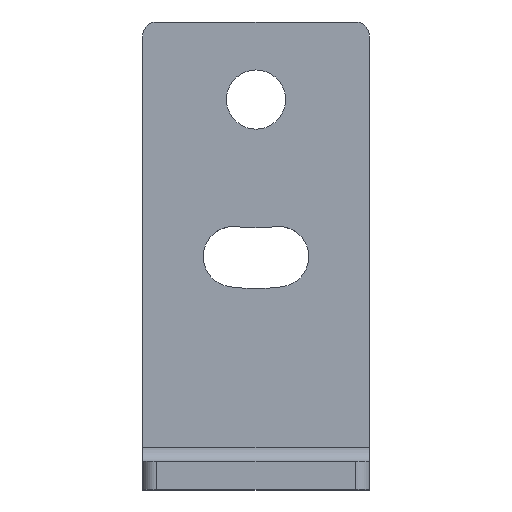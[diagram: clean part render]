
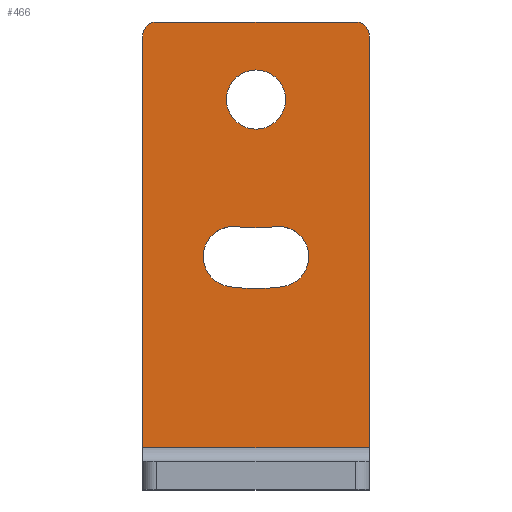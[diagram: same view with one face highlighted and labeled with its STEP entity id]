
A CAD part, top view. The second image highlights one B-rep face of the part: STEP entity #466.
In plain terms, the highlighted planar face has unit normal (0, 0, 1).
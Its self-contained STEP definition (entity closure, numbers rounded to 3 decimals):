
#16=FACE_BOUND('',#71,.T.);
#17=FACE_BOUND('',#72,.T.);
#25=PLANE('',#521);
#42=FACE_OUTER_BOUND('',#70,.T.);
#70=EDGE_LOOP('',(#346,#347,#348,#349,#350,#351));
#71=EDGE_LOOP('',(#352));
#72=EDGE_LOOP('',(#353,#354,#355,#356));
#110=LINE('',#759,#151);
#113=LINE('',#765,#154);
#114=LINE('',#769,#155);
#115=LINE('',#770,#156);
#151=VECTOR('',#606,10.);
#154=VECTOR('',#611,10.);
#155=VECTOR('',#614,10.);
#156=VECTOR('',#615,10.);
#183=CIRCLE('',#518,1.);
#185=CIRCLE('',#522,1.);
#186=CIRCLE('',#523,2.1);
#187=CIRCLE('',#524,2.15);
#188=CIRCLE('',#525,13.414);
#189=CIRCLE('',#526,2.15);
#190=CIRCLE('',#527,9.114);
#218=VERTEX_POINT('',#749);
#219=VERTEX_POINT('',#750);
#222=VERTEX_POINT('',#758);
#224=VERTEX_POINT('',#764);
#225=VERTEX_POINT('',#766);
#226=VERTEX_POINT('',#768);
#227=VERTEX_POINT('',#771);
#228=VERTEX_POINT('',#773);
#229=VERTEX_POINT('',#774);
#230=VERTEX_POINT('',#776);
#231=VERTEX_POINT('',#778);
#264=EDGE_CURVE('',#218,#219,#183,.T.);
#268=EDGE_CURVE('',#219,#222,#110,.T.);
#271=EDGE_CURVE('',#224,#218,#113,.T.);
#272=EDGE_CURVE('',#225,#224,#185,.T.);
#273=EDGE_CURVE('',#226,#225,#114,.T.);
#274=EDGE_CURVE('',#226,#222,#115,.T.);
#275=EDGE_CURVE('',#227,#227,#186,.T.);
#276=EDGE_CURVE('',#228,#229,#187,.T.);
#277=EDGE_CURVE('',#229,#230,#188,.T.);
#278=EDGE_CURVE('',#230,#231,#189,.T.);
#279=EDGE_CURVE('',#231,#228,#190,.T.);
#346=ORIENTED_EDGE('',*,*,#264,.F.);
#347=ORIENTED_EDGE('',*,*,#271,.F.);
#348=ORIENTED_EDGE('',*,*,#272,.F.);
#349=ORIENTED_EDGE('',*,*,#273,.F.);
#350=ORIENTED_EDGE('',*,*,#274,.T.);
#351=ORIENTED_EDGE('',*,*,#268,.F.);
#352=ORIENTED_EDGE('',*,*,#275,.T.);
#353=ORIENTED_EDGE('',*,*,#276,.T.);
#354=ORIENTED_EDGE('',*,*,#277,.T.);
#355=ORIENTED_EDGE('',*,*,#278,.T.);
#356=ORIENTED_EDGE('',*,*,#279,.T.);
#466=ADVANCED_FACE('',(#42,#16,#17),#25,.T.);
#518=AXIS2_PLACEMENT_3D('',#751,#598,#599);
#521=AXIS2_PLACEMENT_3D('',#763,#609,#610);
#522=AXIS2_PLACEMENT_3D('',#767,#612,#613);
#523=AXIS2_PLACEMENT_3D('',#772,#616,#617);
#524=AXIS2_PLACEMENT_3D('',#775,#618,#619);
#525=AXIS2_PLACEMENT_3D('',#777,#620,#621);
#526=AXIS2_PLACEMENT_3D('',#779,#622,#623);
#527=AXIS2_PLACEMENT_3D('',#780,#624,#625);
#598=DIRECTION('center_axis',(0.,0.,-1.));
#599=DIRECTION('ref_axis',(0.707,0.707,0.));
#606=DIRECTION('',(0.,-1.,0.));
#609=DIRECTION('center_axis',(0.,0.,1.));
#610=DIRECTION('ref_axis',(0.,-1.,0.));
#611=DIRECTION('',(1.,0.,0.));
#612=DIRECTION('center_axis',(0.,0.,-1.));
#613=DIRECTION('ref_axis',(-0.707,0.707,0.));
#614=DIRECTION('',(0.,1.,0.));
#615=DIRECTION('',(1.,0.,0.));
#616=DIRECTION('center_axis',(0.,0.,-1.));
#617=DIRECTION('ref_axis',(-1.,0.,0.));
#618=DIRECTION('center_axis',(0.,0.,-1.));
#619=DIRECTION('ref_axis',(0.142,-0.99,0.));
#620=DIRECTION('center_axis',(0.,0.,-1.));
#621=DIRECTION('ref_axis',(-0.142,-0.99,0.));
#622=DIRECTION('center_axis',(0.,0.,-1.));
#623=DIRECTION('ref_axis',(0.142,0.99,0.));
#624=DIRECTION('center_axis',(0.,0.,1.));
#625=DIRECTION('ref_axis',(0.142,0.99,0.));
#749=CARTESIAN_POINT('',(7.05,33.2,2.));
#750=CARTESIAN_POINT('',(8.05,32.2,2.));
#751=CARTESIAN_POINT('Origin',(7.05,32.2,2.));
#758=CARTESIAN_POINT('',(8.05,3.,2.));
#759=CARTESIAN_POINT('',(8.05,-25.653,2.));
#763=CARTESIAN_POINT('Origin',(0.,3.773,2.));
#764=CARTESIAN_POINT('',(-7.05,33.2,2.));
#765=CARTESIAN_POINT('',(-8.05,33.2,2.));
#766=CARTESIAN_POINT('',(-8.05,32.2,2.));
#767=CARTESIAN_POINT('Origin',(-7.05,32.2,2.));
#768=CARTESIAN_POINT('',(-8.05,3.,2.));
#769=CARTESIAN_POINT('',(-8.05,3.,2.));
#770=CARTESIAN_POINT('',(0.,3.,2.));
#771=CARTESIAN_POINT('',(2.1,27.7,2.));
#772=CARTESIAN_POINT('Origin',(0.,27.7,2.));
#773=CARTESIAN_POINT('',(1.295,18.678,2.));
#774=CARTESIAN_POINT('',(1.905,14.422,2.));
#775=CARTESIAN_POINT('Origin',(1.6,16.55,2.));
#776=CARTESIAN_POINT('',(-1.905,14.422,2.));
#777=CARTESIAN_POINT('Origin',(0.,27.7,2.));
#778=CARTESIAN_POINT('',(-1.295,18.678,2.));
#779=CARTESIAN_POINT('Origin',(-1.6,16.55,2.));
#780=CARTESIAN_POINT('Origin',(0.,27.7,2.));
